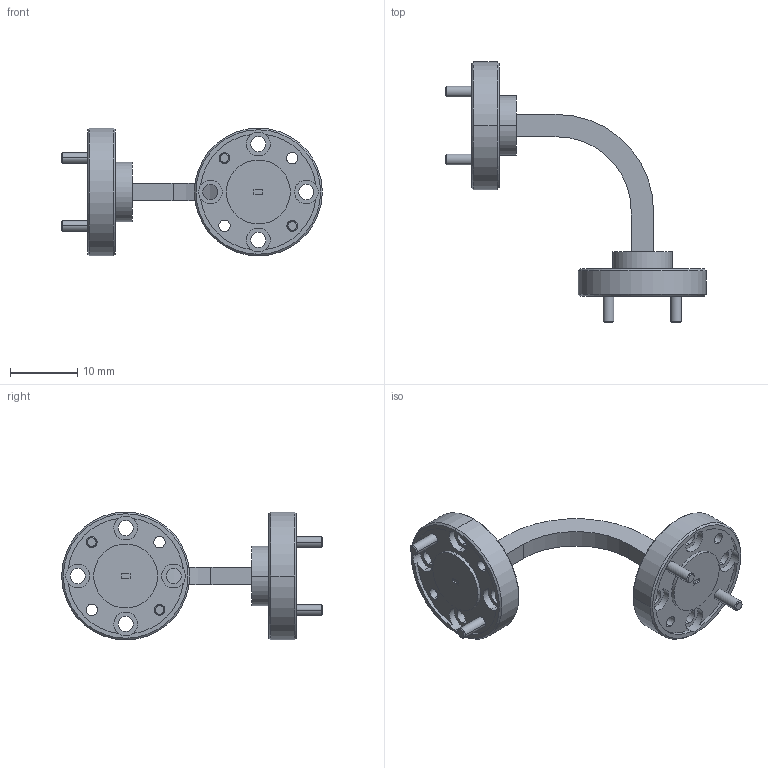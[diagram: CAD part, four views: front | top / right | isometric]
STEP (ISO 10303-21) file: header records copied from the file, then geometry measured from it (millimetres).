
FILE_DESCRIPTION (( 'STEP AP214' ), '1' );
FILE_NAME ('WB-HG-A-L, Defeatured.STEP', '2025-01-28T19:09:22', ( '' ), ( '' ), 'SwSTEP 2.0', 'SolidWorks 2021', '' );
FILE_SCHEMA (( 'AUTOMOTIVE_DESIGN' ));
Length unit declared in the file: inch
Products named in the file (1): WB-HG-A-L, Defeatured
Bounding box: 38.8 x 38.8 x 19.05 mm (x, y, z)
Volume: 2549.4 mm3; surface area: 2772.3 mm2
Topology: 5 solids, 7 shells, 160 faces, 388 edges, 252 vertices
Faces by surface type: cylinder 80, plane 56, cone 24
Entity records: 6876 total; most frequent: DIRECTION 914, CARTESIAN_POINT 801, ORIENTED_EDGE 776, EDGE_CURVE 388, AXIS2_PLACEMENT_3D 365, VERTEX_POINT 252, CIRCLE 204, EDGE_LOOP 202
